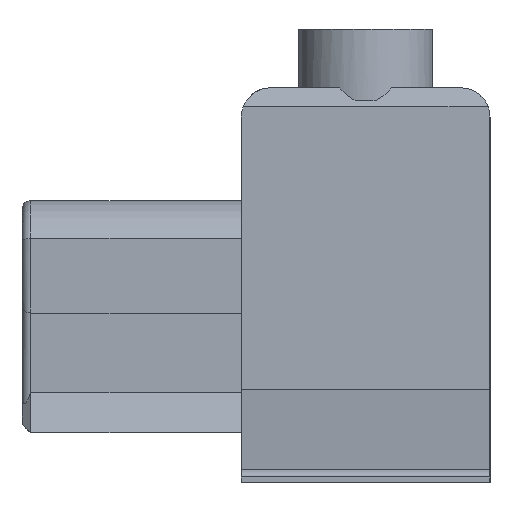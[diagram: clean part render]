
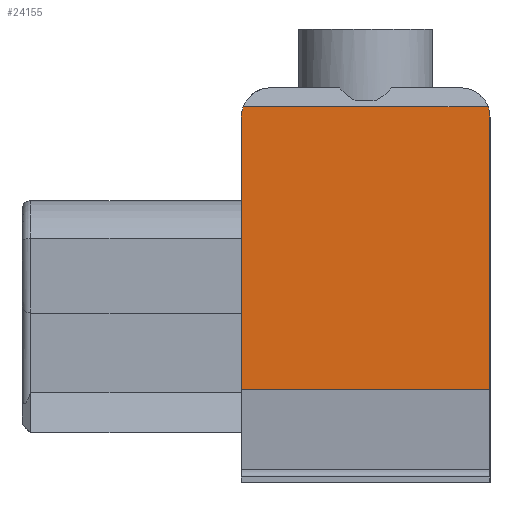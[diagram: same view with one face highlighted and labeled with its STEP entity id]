
A CAD part, left-side view. The second image highlights one B-rep face of the part: STEP entity #24155.
In plain terms, the highlighted planar face has unit normal (-1, 0, 0).
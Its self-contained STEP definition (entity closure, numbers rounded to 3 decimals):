
#789=CIRCLE('',#25424,1.);
#790=CIRCLE('',#25425,1.);
#2358=ORIENTED_EDGE('',*,*,#6328,.F.);
#2359=ORIENTED_EDGE('',*,*,#7477,.T.);
#2360=ORIENTED_EDGE('',*,*,#6511,.T.);
#2361=ORIENTED_EDGE('',*,*,#7478,.T.);
#2362=ORIENTED_EDGE('',*,*,#7479,.F.);
#2363=ORIENTED_EDGE('',*,*,#7480,.T.);
#6328=EDGE_CURVE('',#8938,#8939,#10605,.T.);
#6511=EDGE_CURVE('',#9122,#9121,#10760,.T.);
#7477=EDGE_CURVE('',#8938,#9122,#11483,.T.);
#7478=EDGE_CURVE('',#9121,#9984,#789,.T.);
#7479=EDGE_CURVE('',#9985,#9984,#11484,.T.);
#7480=EDGE_CURVE('',#9985,#8939,#790,.T.);
#8938=VERTEX_POINT('',#32008);
#8939=VERTEX_POINT('',#32010);
#9121=VERTEX_POINT('',#32375);
#9122=VERTEX_POINT('',#32377);
#9984=VERTEX_POINT('',#34367);
#9985=VERTEX_POINT('',#34369);
#10605=LINE('',#32009,#12524);
#10760=LINE('',#32376,#12679);
#11483=LINE('',#34365,#13402);
#11484=LINE('',#34368,#13403);
#12524=VECTOR('',#26738,1000.);
#12679=VECTOR('',#26951,1000.);
#13402=VECTOR('',#28482,1000.);
#13403=VECTOR('',#28485,1000.);
#14596=EDGE_LOOP('',(#2358,#2359,#2360,#2361,#2362,#2363));
#15658=FACE_BOUND('',#14596,.T.);
#16658=PLANE('',#25423);
#24155=ADVANCED_FACE('',(#15658),#16658,.T.);
#25423=AXIS2_PLACEMENT_3D('',#34364,#28480,#28481);
#25424=AXIS2_PLACEMENT_3D('',#34366,#28483,#28484);
#25425=AXIS2_PLACEMENT_3D('',#34370,#28486,#28487);
#26738=DIRECTION('',(0.,0.,1.));
#26951=DIRECTION('',(0.,0.,1.));
#28480=DIRECTION('',(-1.,0.,0.));
#28481=DIRECTION('',(0.,0.,1.));
#28482=DIRECTION('',(0.,-1.,0.));
#28483=DIRECTION('',(-1.,0.,0.));
#28484=DIRECTION('',(0.,0.,1.));
#28485=DIRECTION('',(0.,-1.,0.));
#28486=DIRECTION('',(-1.,0.,0.));
#28487=DIRECTION('',(0.,0.,1.));
#32008=CARTESIAN_POINT('',(-32.5,4.25,-3.));
#32009=CARTESIAN_POINT('',(-32.5,4.25,-6.2));
#32010=CARTESIAN_POINT('',(-32.5,4.25,6.3));
#32375=CARTESIAN_POINT('',(-32.5,-4.25,6.3));
#32376=CARTESIAN_POINT('',(-32.5,-4.25,-6.2));
#32377=CARTESIAN_POINT('',(-32.5,-4.25,-3.));
#34364=CARTESIAN_POINT('',(-32.5,-4.25,-6.2));
#34365=CARTESIAN_POINT('',(-32.5,63.343,-3.));
#34366=CARTESIAN_POINT('',(-32.5,-3.25,6.3));
#34367=CARTESIAN_POINT('',(-32.5,-4.187,6.65));
#34368=CARTESIAN_POINT('',(-32.5,4.25,6.65));
#34369=CARTESIAN_POINT('',(-32.5,4.187,6.65));
#34370=CARTESIAN_POINT('',(-32.5,3.25,6.3));
